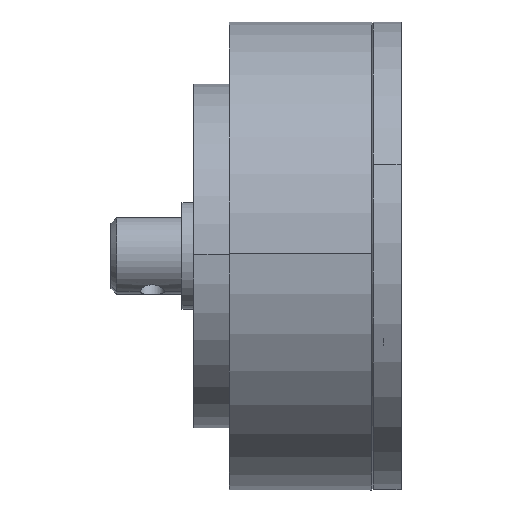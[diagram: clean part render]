
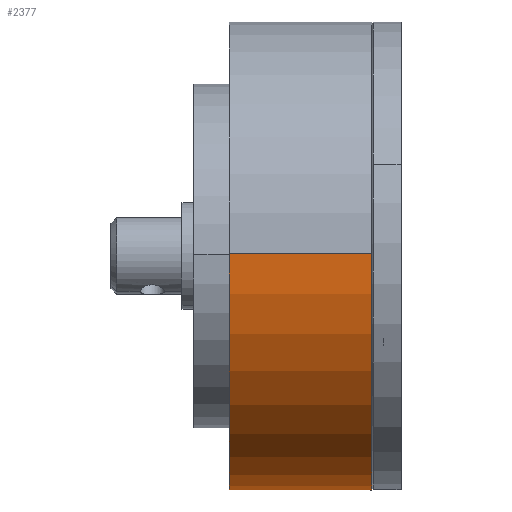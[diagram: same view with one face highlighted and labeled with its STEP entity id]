
A CAD part, left-side view. The second image highlights one B-rep face of the part: STEP entity #2377.
In plain terms, the highlighted cylindrical face has radius 39.5 mm (diameter 79 mm), a partial arc.
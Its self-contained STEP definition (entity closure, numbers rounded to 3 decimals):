
#214 = EDGE_CURVE ( 'NONE', #6608, #6659, #5563, .T. ) ;
#400 = CARTESIAN_POINT ( 'NONE',  ( 1.534, -14.055, 3.07 ) ) ;
#401 = DIRECTION ( 'NONE',  ( 0., 1., 0. ) ) ;
#402 = DIRECTION ( 'NONE',  ( -1., 0., 0.01 ) ) ;
#555 = CARTESIAN_POINT ( 'NONE',  ( 41.032, -13.255, 2.679 ) ) ;
#558 = CARTESIAN_POINT ( 'NONE',  ( 41.032, 9.945, 2.679 ) ) ;
#963 = CARTESIAN_POINT ( 'NONE',  ( -37.964, 9.945, 3.461 ) ) ;
#1774 = ORIENTED_EDGE ( 'NONE', *, *, #5981, .T. ) ;
#1779 = ORIENTED_EDGE ( 'NONE', *, *, #5664, .F. ) ;
#1780 = ORIENTED_EDGE ( 'NONE', *, *, #9360, .T. ) ;
#1785 = ORIENTED_EDGE ( 'NONE', *, *, #5692, .F. ) ;
#1786 = ORIENTED_EDGE ( 'NONE', *, *, #5681, .T. ) ;
#1808 = ORIENTED_EDGE ( 'NONE', *, *, #214, .T. ) ;
#2377 = ADVANCED_FACE ( 'NONE', ( #9601 ), #9600, .T. ) ;
#2689 = EDGE_LOOP ( 'NONE', ( #1779, #1780, #1786, #1774, #1785, #1808 ) ) ;
#3015 = CARTESIAN_POINT ( 'NONE',  ( 41.02, 9.127, 1.946 ) ) ;
#3018 = CARTESIAN_POINT ( 'NONE',  ( 41.029, 9.145, 2.312 ) ) ;
#3021 = CARTESIAN_POINT ( 'NONE',  ( 41.032, 9.145, 2.679 ) ) ;
#3022 = CARTESIAN_POINT ( 'NONE',  ( 40.992, 9.055, 1.212 ) ) ;
#3023 = CARTESIAN_POINT ( 'NONE',  ( 40.973, 9., 0.844 ) ) ;
#3024 = CARTESIAN_POINT ( 'NONE',  ( 40.902, 8.783, -0.241 ) ) ;
#3025 = CARTESIAN_POINT ( 'NONE',  ( 40.836, 8.569, -0.94 ) ) ;
#3026 = CARTESIAN_POINT ( 'NONE',  ( 40.715, 8.148, -1.953 ) ) ;
#3027 = CARTESIAN_POINT ( 'NONE',  ( 40.671, 7.99, -2.286 ) ) ;
#3028 = CARTESIAN_POINT ( 'NONE',  ( 40.576, 7.641, -2.935 ) ) ;
#3029 = CARTESIAN_POINT ( 'NONE',  ( 40.527, 7.453, -3.248 ) ) ;
#3030 = CARTESIAN_POINT ( 'NONE',  ( 40.373, 6.845, -4.154 ) ) ;
#3031 = CARTESIAN_POINT ( 'NONE',  ( 40.263, 6.383, -4.715 ) ) ;
#3032 = CARTESIAN_POINT ( 'NONE',  ( 40.096, 5.606, -5.491 ) ) ;
#3033 = CARTESIAN_POINT ( 'NONE',  ( 40.04, 5.333, -5.738 ) ) ;
#3034 = CARTESIAN_POINT ( 'NONE',  ( 39.932, 4.769, -6.199 ) ) ;
#3035 = CARTESIAN_POINT ( 'NONE',  ( 39.879, 4.478, -6.415 ) ) ;
#3036 = CARTESIAN_POINT ( 'NONE',  ( 39.777, 3.874, -6.818 ) ) ;
#3037 = CARTESIAN_POINT ( 'NONE',  ( 39.728, 3.562, -7.005 ) ) ;
#3038 = CARTESIAN_POINT ( 'NONE',  ( 39.635, 2.918, -7.35 ) ) ;
#3039 = CARTESIAN_POINT ( 'NONE',  ( 39.592, 2.584, -7.508 ) ) ;
#3040 = CARTESIAN_POINT ( 'NONE',  ( 39.472, 1.56, -7.933 ) ) ;
#3041 = CARTESIAN_POINT ( 'NONE',  ( 39.409, 0.856, -8.145 ) ) ;
#3042 = CARTESIAN_POINT ( 'NONE',  ( 39.344, -0.221, -8.36 ) ) ;
#3043 = CARTESIAN_POINT ( 'NONE',  ( 39.328, -0.584, -8.414 ) ) ;
#3044 = CARTESIAN_POINT ( 'NONE',  ( 39.306, -1.318, -8.486 ) ) ;
#3045 = CARTESIAN_POINT ( 'NONE',  ( 39.3, -1.691, -8.505 ) ) ;
#3046 = CARTESIAN_POINT ( 'NONE',  ( 39.3, -2.799, -8.504 ) ) ;
#3047 = CARTESIAN_POINT ( 'NONE',  ( 39.323, -3.528, -8.432 ) ) ;
#3048 = CARTESIAN_POINT ( 'NONE',  ( 39.409, -4.969, -8.145 ) ) ;
#3049 = CARTESIAN_POINT ( 'NONE',  ( 39.473, -5.685, -7.927 ) ) ;
#3050 = CARTESIAN_POINT ( 'NONE',  ( 39.633, -7.046, -7.361 ) ) ;
#3051 = CARTESIAN_POINT ( 'NONE',  ( 39.727, -7.687, -7.017 ) ) ;
#3052 = CARTESIAN_POINT ( 'NONE',  ( 39.88, -8.593, -6.411 ) ) ;
#3053 = CARTESIAN_POINT ( 'NONE',  ( 39.933, -8.885, -6.194 ) ) ;
#3054 = CARTESIAN_POINT ( 'NONE',  ( 40.042, -9.451, -5.73 ) ) ;
#3055 = CARTESIAN_POINT ( 'NONE',  ( 40.098, -9.724, -5.483 ) ) ;
#3056 = CARTESIAN_POINT ( 'NONE',  ( 40.264, -10.496, -4.711 ) ) ;
#3057 = CARTESIAN_POINT ( 'NONE',  ( 40.373, -10.957, -4.151 ) ) ;
#3058 = CARTESIAN_POINT ( 'NONE',  ( 40.528, -11.566, -3.242 ) ) ;
#3059 = CARTESIAN_POINT ( 'NONE',  ( 40.578, -11.756, -2.926 ) ) ;
#3060 = CARTESIAN_POINT ( 'NONE',  ( 40.672, -12.103, -2.279 ) ) ;
#3061 = CARTESIAN_POINT ( 'NONE',  ( 40.715, -12.259, -1.949 ) ) ;
#3062 = CARTESIAN_POINT ( 'NONE',  ( 40.836, -12.679, -0.939 ) ) ;
#3063 = CARTESIAN_POINT ( 'NONE',  ( 40.902, -12.893, -0.241 ) ) ;
#3064 = CARTESIAN_POINT ( 'NONE',  ( 40.973, -13.11, 0.847 ) ) ;
#3065 = CARTESIAN_POINT ( 'NONE',  ( 40.992, -13.165, 1.215 ) ) ;
#3066 = CARTESIAN_POINT ( 'NONE',  ( 41.02, -13.237, 1.946 ) ) ;
#3067 = CARTESIAN_POINT ( 'NONE',  ( 41.029, -13.255, 2.312 ) ) ;
#3068 = CARTESIAN_POINT ( 'NONE',  ( 41.032, -13.255, 2.679 ) ) ;
#4184 = VECTOR ( 'NONE', #5063, 1000. ) ;
#4208 = VECTOR ( 'NONE', #5128, 1000. ) ;
#4226 = VECTOR ( 'NONE', #5162, 1000. ) ;
#4299 = CIRCLE ( 'NONE', #4302, 39.5 ) ;
#4302 = AXIS2_PLACEMENT_3D ( 'NONE', #5358, #5359, #5360 ) ;
#4464 = CIRCLE ( 'NONE', #4467, 39.5 ) ;
#4467 = AXIS2_PLACEMENT_3D ( 'NONE', #400, #401, #402 ) ;
#5054 = CARTESIAN_POINT ( 'NONE',  ( 41.032, -14.055, 2.679 ) ) ;
#5055 = LINE ( 'NONE', #5054, #4184 ) ;
#5063 = DIRECTION ( 'NONE',  ( 0., 1., 0. ) ) ;
#5120 = CARTESIAN_POINT ( 'NONE',  ( -37.964, -14.055, 3.461 ) ) ;
#5121 = LINE ( 'NONE', #5120, #4208 ) ;
#5128 = DIRECTION ( 'NONE',  ( 0., 1., 0. ) ) ;
#5153 = LINE ( 'NONE', #5154, #4226 ) ;
#5154 = CARTESIAN_POINT ( 'NONE',  ( 41.032, -14.055, 2.679 ) ) ;
#5162 = DIRECTION ( 'NONE',  ( 0., 1., 0. ) ) ;
#5358 = CARTESIAN_POINT ( 'NONE',  ( 1.534, 9.945, 3.07 ) ) ;
#5359 = DIRECTION ( 'NONE',  ( 0., -1., 0. ) ) ;
#5360 = DIRECTION ( 'NONE',  ( -1., 0., 0.01 ) ) ;
#5415 = CARTESIAN_POINT ( 'NONE',  ( -37.964, -14.055, 3.461 ) ) ;
#5425 = CARTESIAN_POINT ( 'NONE',  ( 41.032, -14.055, 2.679 ) ) ;
#5435 = CARTESIAN_POINT ( 'NONE',  ( 41.032, 9.145, 2.679 ) ) ;
#5563 = B_SPLINE_CURVE_WITH_KNOTS ( 'NONE', 3,
 ( #3021, #3018, #3015, #3022, #3023, #3024, #3025, #3026, #3027, #3028, #3029, #3030, #3031, #3032, #3033, #3034, #3035, #3036, #3037, #3038, #3039, #3040, #3041, #3042, #3043, #3044, #3045, #3046, #3047, #3048, #3049, #3050, #3051, #3052, #3053, #3054, #3055, #3056, #3057, #3058, #3059, #3060, #3061, #3062, #3063, #3064, #3065, #3066, #3067, #3068 ),
 .UNSPECIFIED., .F., .F.,
 ( 4, 2, 2, 2, 2, 2, 2, 2, 2, 2, 2, 2, 2, 2, 2, 2, 2, 2, 2, 2, 2, 2, 2, 2, 4 ),
 ( 0.049, 0.05, 0.051, 0.053, 0.054, 0.055, 0.057, 0.058, 0.06, 0.061, 0.062, 0.064, 0.065, 0.066, 0.068, 0.071, 0.073, 0.074, 0.075, 0.077, 0.078, 0.079, 0.082, 0.083, 0.084 ),
 .UNSPECIFIED. ) ;
#5664 = EDGE_CURVE ( 'NONE', #6598, #6659, #5055, .T. ) ;
#5681 = EDGE_CURVE ( 'NONE', #6588, #6939, #5121, .T. ) ;
#5692 = EDGE_CURVE ( 'NONE', #6608, #6662, #5153, .T. ) ;
#5981 = EDGE_CURVE ( 'NONE', #6939, #6662, #4299, .T. ) ;
#6588 = VERTEX_POINT ( 'NONE', #5415 ) ;
#6598 = VERTEX_POINT ( 'NONE', #5425 ) ;
#6608 = VERTEX_POINT ( 'NONE', #5435 ) ;
#6659 = VERTEX_POINT ( 'NONE', #555 ) ;
#6662 = VERTEX_POINT ( 'NONE', #558 ) ;
#6939 = VERTEX_POINT ( 'NONE', #963 ) ;
#8785 = AXIS2_PLACEMENT_3D ( 'NONE', #9602, #9612, #9613 ) ;
#9360 = EDGE_CURVE ( 'NONE', #6598, #6588, #4464, .T. ) ;
#9600 = CYLINDRICAL_SURFACE ( 'NONE', #8785, 39.5 ) ;
#9601 = FACE_OUTER_BOUND ( 'NONE', #2689, .T. ) ;
#9602 = CARTESIAN_POINT ( 'NONE',  ( 1.534, -14.055, 3.07 ) ) ;
#9612 = DIRECTION ( 'NONE',  ( 0., 1., 0. ) ) ;
#9613 = DIRECTION ( 'NONE',  ( -1., 0., 0.01 ) ) ;
